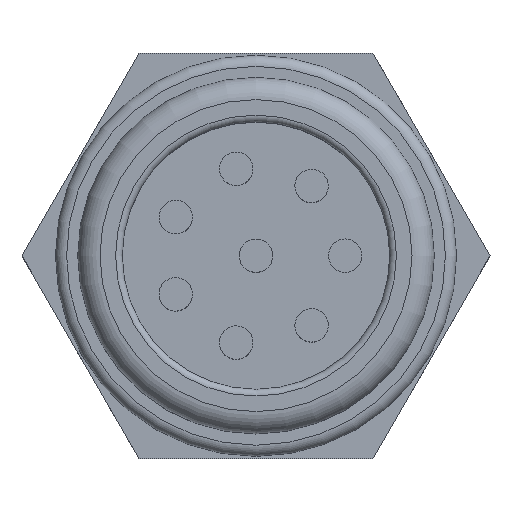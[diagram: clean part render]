
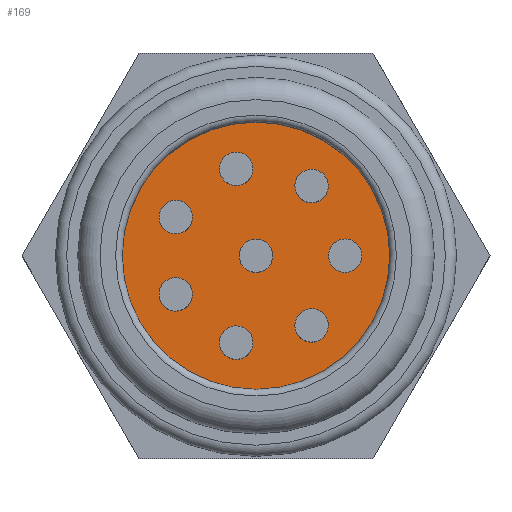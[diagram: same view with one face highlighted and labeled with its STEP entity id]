
A CAD part, top view. The second image highlights one B-rep face of the part: STEP entity #169.
In plain terms, the highlighted planar face has unit normal (0, 0, 1).
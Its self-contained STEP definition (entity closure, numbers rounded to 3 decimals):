
#124 = VERTEX_POINT('',#125);
#125 = CARTESIAN_POINT('',(6.,0.,0.));
#131 = EDGE_CURVE('',#124,#124,#132,.T.);
#132 = CIRCLE('',#133,6.);
#133 = AXIS2_PLACEMENT_3D('',#134,#135,#136);
#134 = CARTESIAN_POINT('',(0.,0.,0.));
#135 = DIRECTION('',(0.,0.,1.));
#136 = DIRECTION('',(1.,0.,0.));
#169 = ADVANCED_FACE('',(#170,#173,#184,#249,#260,#271,#282,#293,#304),
  #315,.T.);
#170 = FACE_BOUND('',#171,.T.);
#171 = EDGE_LOOP('',(#172));
#172 = ORIENTED_EDGE('',*,*,#131,.T.);
#173 = FACE_BOUND('',#174,.T.);
#174 = EDGE_LOOP('',(#175));
#175 = ORIENTED_EDGE('',*,*,#176,.F.);
#176 = EDGE_CURVE('',#177,#177,#179,.T.);
#177 = VERTEX_POINT('',#178);
#178 = CARTESIAN_POINT('',(-1.057,-4.631,-0.));
#179 = CIRCLE('',#180,0.75);
#180 = AXIS2_PLACEMENT_3D('',#181,#182,#183);
#181 = CARTESIAN_POINT('',(-0.89,-3.9,
    0.));
#182 = DIRECTION('',(0.,0.,1.));
#183 = DIRECTION('',(-0.223,-0.975,0.)
  );
#184 = FACE_BOUND('',#185,.T.);
#185 = EDGE_LOOP('',(#186,#197,#206,#215,#224,#233,#242));
#186 = ORIENTED_EDGE('',*,*,#187,.F.);
#187 = EDGE_CURVE('',#188,#190,#192,.T.);
#188 = VERTEX_POINT('',#189);
#189 = CARTESIAN_POINT('',(0.75,0.,0.));
#190 = VERTEX_POINT('',#191);
#191 = CARTESIAN_POINT('',(0.468,0.586,0.));
#192 = CIRCLE('',#193,0.75);
#193 = AXIS2_PLACEMENT_3D('',#194,#195,#196);
#194 = CARTESIAN_POINT('',(0.,0.,0.));
#195 = DIRECTION('',(0.,0.,1.));
#196 = DIRECTION('',(1.,0.,0.));
#197 = ORIENTED_EDGE('',*,*,#198,.F.);
#198 = EDGE_CURVE('',#199,#188,#201,.T.);
#199 = VERTEX_POINT('',#200);
#200 = CARTESIAN_POINT('',(0.468,-0.586,0.));
#201 = CIRCLE('',#202,0.75);
#202 = AXIS2_PLACEMENT_3D('',#203,#204,#205);
#203 = CARTESIAN_POINT('',(0.,0.,0.));
#204 = DIRECTION('',(0.,0.,1.));
#205 = DIRECTION('',(1.,0.,0.));
#206 = ORIENTED_EDGE('',*,*,#207,.F.);
#207 = EDGE_CURVE('',#208,#199,#210,.T.);
#208 = VERTEX_POINT('',#209);
#209 = CARTESIAN_POINT('',(-0.167,-0.731,-0.));
#210 = CIRCLE('',#211,0.75);
#211 = AXIS2_PLACEMENT_3D('',#212,#213,#214);
#212 = CARTESIAN_POINT('',(0.,0.,0.));
#213 = DIRECTION('',(0.,0.,1.));
#214 = DIRECTION('',(1.,0.,0.));
#215 = ORIENTED_EDGE('',*,*,#216,.F.);
#216 = EDGE_CURVE('',#217,#208,#219,.T.);
#217 = VERTEX_POINT('',#218);
#218 = CARTESIAN_POINT('',(-0.676,-0.325,-0.));
#219 = CIRCLE('',#220,0.75);
#220 = AXIS2_PLACEMENT_3D('',#221,#222,#223);
#221 = CARTESIAN_POINT('',(0.,0.,0.));
#222 = DIRECTION('',(0.,0.,1.));
#223 = DIRECTION('',(1.,0.,0.));
#224 = ORIENTED_EDGE('',*,*,#225,.F.);
#225 = EDGE_CURVE('',#226,#217,#228,.T.);
#226 = VERTEX_POINT('',#227);
#227 = CARTESIAN_POINT('',(-0.676,0.325,0.));
#228 = CIRCLE('',#229,0.75);
#229 = AXIS2_PLACEMENT_3D('',#230,#231,#232);
#230 = CARTESIAN_POINT('',(0.,0.,0.));
#231 = DIRECTION('',(0.,0.,1.));
#232 = DIRECTION('',(1.,0.,0.));
#233 = ORIENTED_EDGE('',*,*,#234,.F.);
#234 = EDGE_CURVE('',#235,#226,#237,.T.);
#235 = VERTEX_POINT('',#236);
#236 = CARTESIAN_POINT('',(-0.167,0.731,0.));
#237 = CIRCLE('',#238,0.75);
#238 = AXIS2_PLACEMENT_3D('',#239,#240,#241);
#239 = CARTESIAN_POINT('',(0.,0.,0.));
#240 = DIRECTION('',(0.,0.,1.));
#241 = DIRECTION('',(1.,0.,0.));
#242 = ORIENTED_EDGE('',*,*,#243,.F.);
#243 = EDGE_CURVE('',#190,#235,#244,.T.);
#244 = CIRCLE('',#245,0.75);
#245 = AXIS2_PLACEMENT_3D('',#246,#247,#248);
#246 = CARTESIAN_POINT('',(0.,0.,0.));
#247 = DIRECTION('',(0.,0.,1.));
#248 = DIRECTION('',(1.,0.,0.));
#249 = FACE_BOUND('',#250,.T.);
#250 = EDGE_LOOP('',(#251));
#251 = ORIENTED_EDGE('',*,*,#252,.F.);
#252 = EDGE_CURVE('',#253,#253,#255,.T.);
#253 = VERTEX_POINT('',#254);
#254 = CARTESIAN_POINT('',(2.962,-3.714,0.));
#255 = CIRCLE('',#256,0.75);
#256 = AXIS2_PLACEMENT_3D('',#257,#258,#259);
#257 = CARTESIAN_POINT('',(2.494,-3.127,0.));
#258 = DIRECTION('',(-0.,0.,1.));
#259 = DIRECTION('',(0.623,-0.782,0.));
#260 = FACE_BOUND('',#261,.T.);
#261 = EDGE_LOOP('',(#262));
#262 = ORIENTED_EDGE('',*,*,#263,.F.);
#263 = EDGE_CURVE('',#264,#264,#266,.T.);
#264 = VERTEX_POINT('',#265);
#265 = CARTESIAN_POINT('',(2.962,3.714,0.));
#266 = CIRCLE('',#267,0.75);
#267 = AXIS2_PLACEMENT_3D('',#268,#269,#270);
#268 = CARTESIAN_POINT('',(2.494,3.127,0.));
#269 = DIRECTION('',(0.,-0.,1.));
#270 = DIRECTION('',(0.623,0.782,0.));
#271 = FACE_BOUND('',#272,.T.);
#272 = EDGE_LOOP('',(#273));
#273 = ORIENTED_EDGE('',*,*,#274,.F.);
#274 = EDGE_CURVE('',#275,#275,#277,.T.);
#275 = VERTEX_POINT('',#276);
#276 = CARTESIAN_POINT('',(-1.057,4.631,0.));
#277 = CIRCLE('',#278,0.75);
#278 = AXIS2_PLACEMENT_3D('',#279,#280,#281);
#279 = CARTESIAN_POINT('',(-0.89,3.9,0.));
#280 = DIRECTION('',(0.,0.,1.));
#281 = DIRECTION('',(-0.223,0.975,0.));
#282 = FACE_BOUND('',#283,.T.);
#283 = EDGE_LOOP('',(#284));
#284 = ORIENTED_EDGE('',*,*,#285,.F.);
#285 = EDGE_CURVE('',#286,#286,#288,.T.);
#286 = VERTEX_POINT('',#287);
#287 = CARTESIAN_POINT('',(-4.28,2.061,0.));
#288 = CIRCLE('',#289,0.75);
#289 = AXIS2_PLACEMENT_3D('',#290,#291,#292);
#290 = CARTESIAN_POINT('',(-3.604,1.736,0.));
#291 = DIRECTION('',(0.,0.,1.));
#292 = DIRECTION('',(-0.901,0.434,0.));
#293 = FACE_BOUND('',#294,.T.);
#294 = EDGE_LOOP('',(#295));
#295 = ORIENTED_EDGE('',*,*,#296,.F.);
#296 = EDGE_CURVE('',#297,#297,#299,.T.);
#297 = VERTEX_POINT('',#298);
#298 = CARTESIAN_POINT('',(-4.28,-2.061,0.));
#299 = CIRCLE('',#300,0.75);
#300 = AXIS2_PLACEMENT_3D('',#301,#302,#303);
#301 = CARTESIAN_POINT('',(-3.604,-1.736,
    0.));
#302 = DIRECTION('',(0.,0.,1.));
#303 = DIRECTION('',(-0.901,-0.434,0.
    ));
#304 = FACE_BOUND('',#305,.T.);
#305 = EDGE_LOOP('',(#306));
#306 = ORIENTED_EDGE('',*,*,#307,.F.);
#307 = EDGE_CURVE('',#308,#308,#310,.T.);
#308 = VERTEX_POINT('',#309);
#309 = CARTESIAN_POINT('',(4.75,0.,0.));
#310 = CIRCLE('',#311,0.75);
#311 = AXIS2_PLACEMENT_3D('',#312,#313,#314);
#312 = CARTESIAN_POINT('',(4.,0.,0.));
#313 = DIRECTION('',(0.,0.,1.));
#314 = DIRECTION('',(1.,0.,0.));
#315 = PLANE('',#316);
#316 = AXIS2_PLACEMENT_3D('',#317,#318,#319);
#317 = CARTESIAN_POINT('',(0.,0.,0.));
#318 = DIRECTION('',(0.,0.,1.));
#319 = DIRECTION('',(1.,0.,0.));
